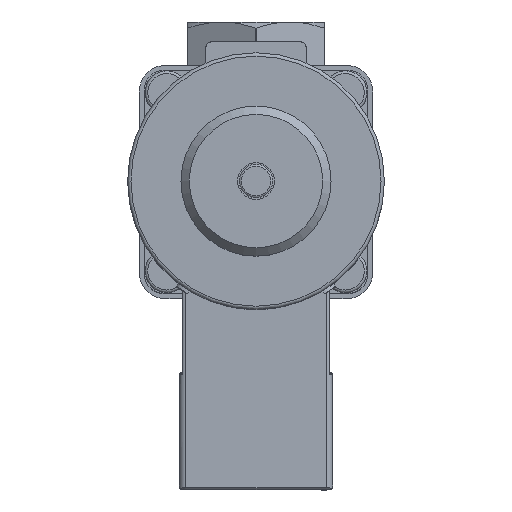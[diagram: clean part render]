
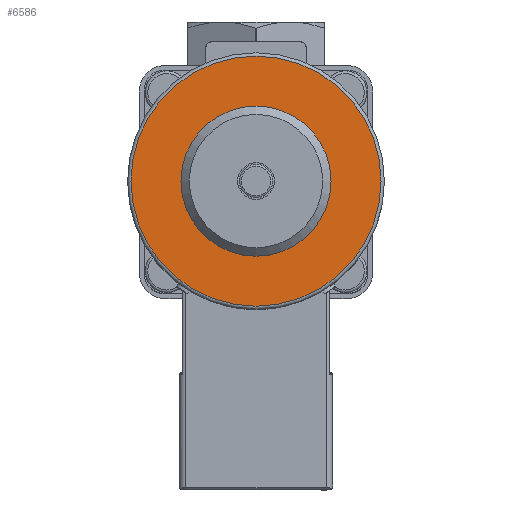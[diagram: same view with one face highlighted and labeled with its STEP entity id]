
A CAD part, top view. The second image highlights one B-rep face of the part: STEP entity #6586.
In plain terms, the highlighted planar face has unit normal (0, 0, 1).
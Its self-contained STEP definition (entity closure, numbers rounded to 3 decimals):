
#222=FACE_BOUND('',#1918,.T.);
#1497=FACE_OUTER_BOUND('',#1917,.T.);
#1917=EDGE_LOOP('',(#4840));
#1918=EDGE_LOOP('',(#4841));
#2375=CIRCLE('',#7088,37.5);
#2376=CIRCLE('',#7089,22.5);
#2812=VERTEX_POINT('',#10507);
#2813=VERTEX_POINT('',#10509);
#3573=EDGE_CURVE('',#2812,#2812,#2375,.T.);
#3574=EDGE_CURVE('',#2813,#2813,#2376,.T.);
#4840=ORIENTED_EDGE('',*,*,#3573,.F.);
#4841=ORIENTED_EDGE('',*,*,#3574,.T.);
#6380=PLANE('',#7087);
#6586=ADVANCED_FACE('',(#1497,#222),#6380,.T.);
#7087=AXIS2_PLACEMENT_3D('',#10506,#8211,#8212);
#7088=AXIS2_PLACEMENT_3D('',#10508,#8213,#8214);
#7089=AXIS2_PLACEMENT_3D('',#10510,#8215,#8216);
#8211=DIRECTION('center_axis',(0.,0.,
1.));
#8212=DIRECTION('ref_axis',(1.,0.,0.));
#8213=DIRECTION('center_axis',(0.,0.,
-1.));
#8214=DIRECTION('ref_axis',(1.,0.,0.));
#8215=DIRECTION('center_axis',(0.,0.,-1.));
#8216=DIRECTION('ref_axis',(1.,0.,0.));
#10506=CARTESIAN_POINT('Origin',(0.,0.,
177.05));
#10507=CARTESIAN_POINT('',(-37.5,0.,177.05));
#10508=CARTESIAN_POINT('Origin',(0.,0.,
177.05));
#10509=CARTESIAN_POINT('',(22.5,0.,177.05));
#10510=CARTESIAN_POINT('Origin',(0.,0.,
177.05));
